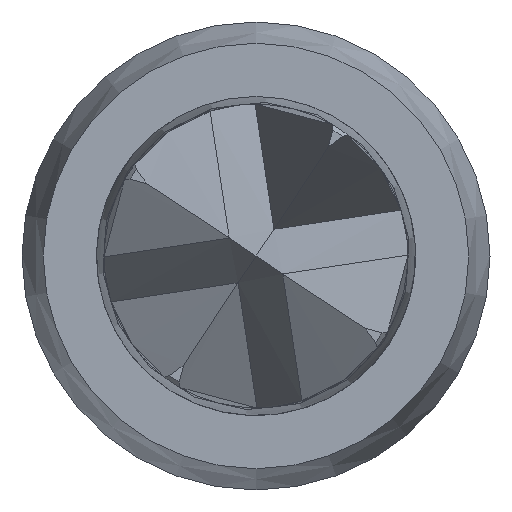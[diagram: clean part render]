
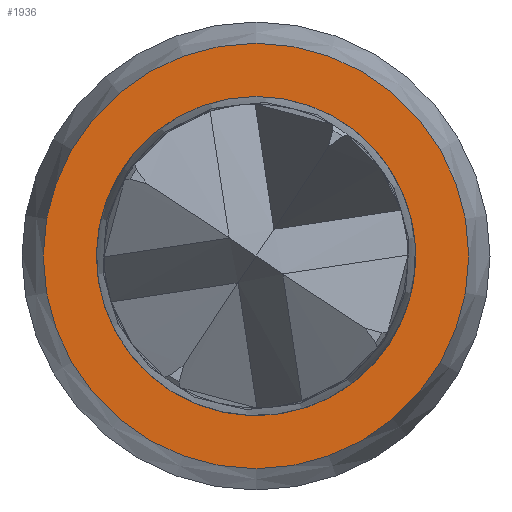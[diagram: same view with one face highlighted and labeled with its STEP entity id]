
A CAD part, left-side view. The second image highlights one B-rep face of the part: STEP entity #1936.
In plain terms, the highlighted planar face has unit normal (-1, 0, 0).
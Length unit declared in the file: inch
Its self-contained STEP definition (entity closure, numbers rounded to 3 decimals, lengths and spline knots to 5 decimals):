
#40 = CARTESIAN_POINT ( 'NONE',  ( 0., 0., 0.0105 ) ) ;
#99 = EDGE_LOOP ( 'NONE', ( #1125 ) ) ;
#182 = DIRECTION ( 'NONE',  ( 0., 0., 1. ) ) ;
#224 = EDGE_LOOP ( 'NONE', ( #2091 ) ) ;
#344 = EDGE_CURVE ( 'NONE', #2649, #2649, #1632, .T. ) ;
#545 = AXIS2_PLACEMENT_3D ( 'NONE', #1986, #826, #1058 ) ;
#678 = AXIS2_PLACEMENT_3D ( 'NONE', #2726, #1773, #2248 ) ;
#772 = FACE_BOUND ( 'NONE', #99, .T. ) ;
#826 = DIRECTION ( 'NONE',  ( -1., 0., 0. ) ) ;
#1058 = DIRECTION ( 'NONE',  ( 0., 0., 1. ) ) ;
#1125 = ORIENTED_EDGE ( 'NONE', *, *, #2225, .F. ) ;
#1234 = CARTESIAN_POINT ( 'NONE',  ( 0., 0., -0.014 ) ) ;
#1392 = PLANE ( 'NONE',  #1763 ) ;
#1400 = CARTESIAN_POINT ( 'NONE',  ( 0., 0.014, 0. ) ) ;
#1498 = FACE_OUTER_BOUND ( 'NONE', #224, .T. ) ;
#1632 = CIRCLE ( 'NONE', #678, 0.014 ) ;
#1763 = AXIS2_PLACEMENT_3D ( 'NONE', #1400, #3081, #182 ) ;
#1773 = DIRECTION ( 'NONE',  ( 1., 0., 0. ) ) ;
#1936 = ADVANCED_FACE ( 'NONE', ( #772, #1498 ), #1392, .T. ) ;
#1986 = CARTESIAN_POINT ( 'NONE',  ( 0., 0., 0. ) ) ;
#1999 = CIRCLE ( 'NONE', #545, 0.0105 ) ;
#2091 = ORIENTED_EDGE ( 'NONE', *, *, #344, .F. ) ;
#2225 = EDGE_CURVE ( 'NONE', #2392, #2392, #1999, .T. ) ;
#2248 = DIRECTION ( 'NONE',  ( 0., 0., -1. ) ) ;
#2392 = VERTEX_POINT ( 'NONE', #40 ) ;
#2649 = VERTEX_POINT ( 'NONE', #1234 ) ;
#2726 = CARTESIAN_POINT ( 'NONE',  ( 0., 0., 0. ) ) ;
#3081 = DIRECTION ( 'NONE',  ( -1., 0., 0. ) ) ;
